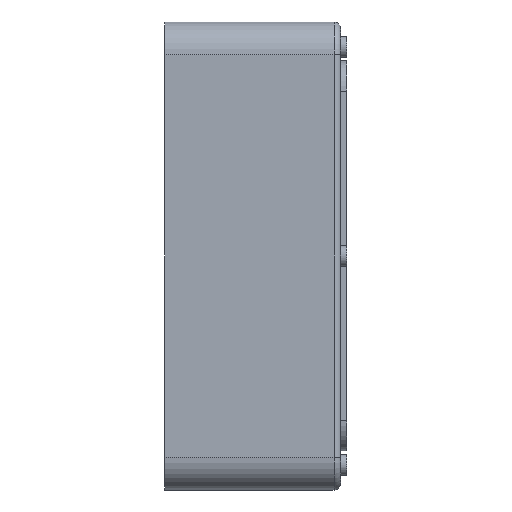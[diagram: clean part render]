
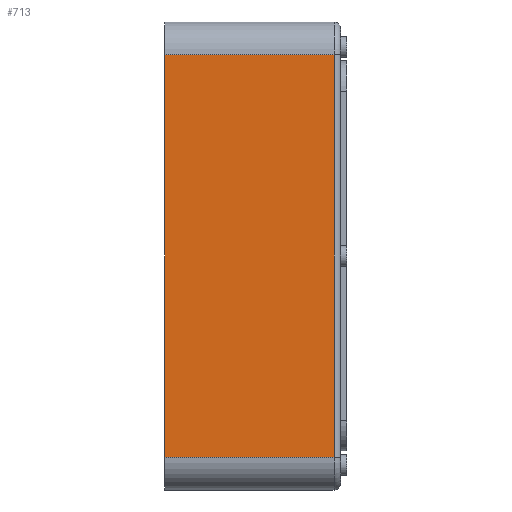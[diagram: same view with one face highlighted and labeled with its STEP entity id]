
A CAD part, left-side view. The second image highlights one B-rep face of the part: STEP entity #713.
In plain terms, the highlighted planar face has unit normal (-1, 0, 0).
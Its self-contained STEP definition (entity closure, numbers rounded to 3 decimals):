
#113 = VERTEX_POINT ( 'NONE', #6594 ) ;
#178 = VECTOR ( 'NONE', #6308, 1000. ) ;
#443 = ORIENTED_EDGE ( 'NONE', *, *, #5381, .F. ) ;
#605 = CARTESIAN_POINT ( 'NONE',  ( -97., 54., -62. ) ) ;
#713 = ADVANCED_FACE ( 'NONE', ( #2574 ), #896, .F. ) ;
#896 = PLANE ( 'NONE',  #4299 ) ;
#1133 = VECTOR ( 'NONE', #3901, 1000. ) ;
#1694 = VECTOR ( 'NONE', #7220, 1000. ) ;
#1929 = CARTESIAN_POINT ( 'NONE',  ( -97., 54., 62. ) ) ;
#2483 = ORIENTED_EDGE ( 'NONE', *, *, #4387, .T. ) ;
#2490 = DIRECTION ( 'NONE',  ( 1., 0., 0. ) ) ;
#2574 = FACE_OUTER_BOUND ( 'NONE', #5050, .T. ) ;
#2736 = VERTEX_POINT ( 'NONE', #3107 ) ;
#2769 = ORIENTED_EDGE ( 'NONE', *, *, #7241, .F. ) ;
#3066 = CARTESIAN_POINT ( 'NONE',  ( -97., 2., 62. ) ) ;
#3107 = CARTESIAN_POINT ( 'NONE',  ( -97., 2., 62. ) ) ;
#3475 = CARTESIAN_POINT ( 'NONE',  ( -97., 2., -62. ) ) ;
#3621 = LINE ( 'NONE', #3066, #178 ) ;
#3824 = CARTESIAN_POINT ( 'NONE',  ( -97., 54., 62. ) ) ;
#3901 = DIRECTION ( 'NONE',  ( 0., -1., 0. ) ) ;
#4299 = AXIS2_PLACEMENT_3D ( 'NONE', #1929, #2490, #4740 ) ;
#4338 = VECTOR ( 'NONE', #6042, 1000. ) ;
#4387 = EDGE_CURVE ( 'NONE', #5525, #2736, #3621, .T. ) ;
#4496 = VERTEX_POINT ( 'NONE', #4603 ) ;
#4603 = CARTESIAN_POINT ( 'NONE',  ( -97., 54., -62. ) ) ;
#4740 = DIRECTION ( 'NONE',  ( 0., 0., -1. ) ) ;
#5050 = EDGE_LOOP ( 'NONE', ( #6007, #2483, #2769, #443 ) ) ;
#5054 = LINE ( 'NONE', #605, #1133 ) ;
#5381 = EDGE_CURVE ( 'NONE', #4496, #113, #5506, .T. ) ;
#5434 = CARTESIAN_POINT ( 'NONE',  ( -97., 54., 62. ) ) ;
#5506 = LINE ( 'NONE', #5434, #1694 ) ;
#5525 = VERTEX_POINT ( 'NONE', #3475 ) ;
#6007 = ORIENTED_EDGE ( 'NONE', *, *, #6989, .T. ) ;
#6011 = LINE ( 'NONE', #3824, #4338 ) ;
#6042 = DIRECTION ( 'NONE',  ( 0., -1., 0. ) ) ;
#6308 = DIRECTION ( 'NONE',  ( 0., 0., 1. ) ) ;
#6594 = CARTESIAN_POINT ( 'NONE',  ( -97., 54., 62. ) ) ;
#6989 = EDGE_CURVE ( 'NONE', #4496, #5525, #5054, .T. ) ;
#7220 = DIRECTION ( 'NONE',  ( 0., 0., 1. ) ) ;
#7241 = EDGE_CURVE ( 'NONE', #113, #2736, #6011, .T. ) ;
